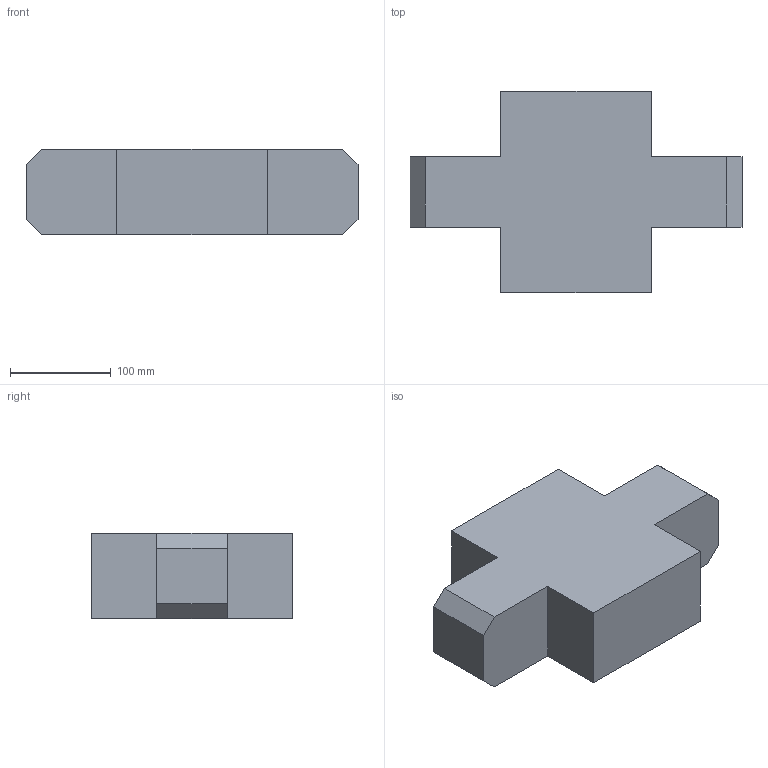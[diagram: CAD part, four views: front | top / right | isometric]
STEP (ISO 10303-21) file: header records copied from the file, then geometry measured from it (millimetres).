
FILE_DESCRIPTION(/* description */ (''),/* implementation_level */ '2;1');
FILE_NAME(/* name */ 'body.step',/* time_stamp */ '2021-01-12T18:14:03-05:00',/* author */ ('DELL'),/* organization */ (''),/* preprocessor_version */ 'ST-DEVELOPER v18',/* originating_system */ 'Autodesk Inventor 2020',/* authorisation */ '');
FILE_SCHEMA (('AUTOMOTIVE_DESIGN { 1 0 10303 214 3 1 1 }'));
Length unit declared in the file: millimetre
Products named in the file (1): body
Bounding box: 330 x 200 x 85 mm (x, y, z)
Volume: 1568000 mm3; surface area: 294459.7 mm2
Topology: 1 solids, 2 shells, 32 faces, 84 edges, 56 vertices
Faces by surface type: plane 32
Entity records: 1007 total; most frequent: CARTESIAN_POINT 173, ORIENTED_EDGE 168, DIRECTION 150, LINE 84, VECTOR 84, EDGE_CURVE 84, VERTEX_POINT 56, AXIS2_PLACEMENT_3D 33
